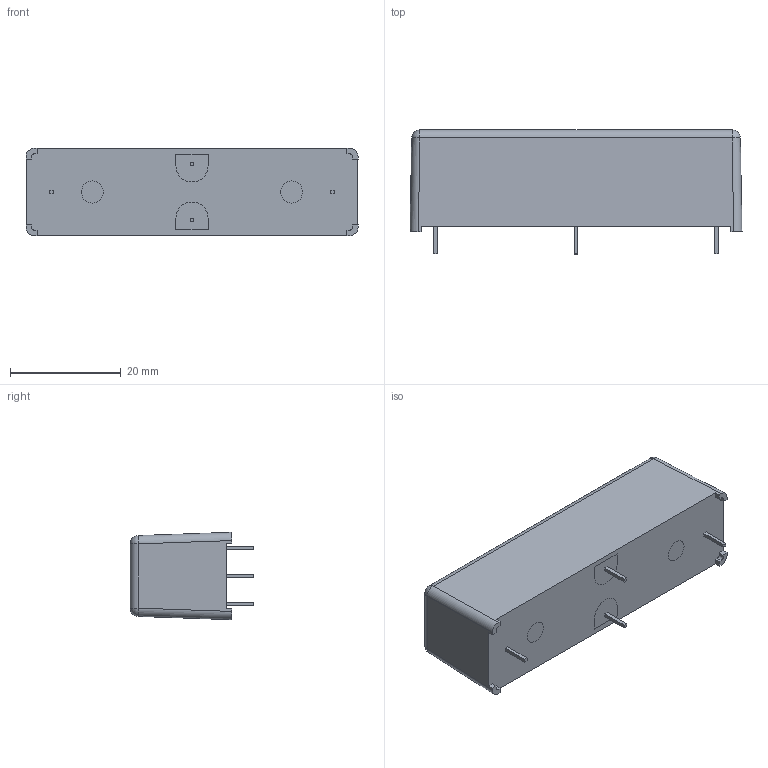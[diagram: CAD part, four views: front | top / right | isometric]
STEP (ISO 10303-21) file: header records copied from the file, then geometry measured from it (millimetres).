
FILE_DESCRIPTION (( 'STEP AP214' ), '1' );
FILE_NAME ('DAT200-05.step', '2014-10-01T09:41:18', ( 'Martin' ), ( '' ), 'SwSTEP 2.0', 'SolidWorks 2014', '' );
FILE_SCHEMA (( 'AUTOMOTIVE_DESIGN' ));
Length unit declared in the file: millimetre
Products named in the file (1): DAT200-05
Bounding box: 60 x 22.4 x 15.8 mm (x, y, z)
Volume: 15617 mm3; surface area: 4723.1 mm2
Topology: 9 solids, 9 shells, 381 faces, 982 edges, 648 vertices
Faces by surface type: plane 240, bspline 115, cylinder 22, sphere 4
Entity records: 21366 total; most frequent: CARTESIAN_POINT 9295, ORIENTED_EDGE 1956, DIRECTION 1318, EDGE_CURVE 978, VECTOR 704, LINE 704, VERTEX_POINT 648, EDGE_LOOP 414
